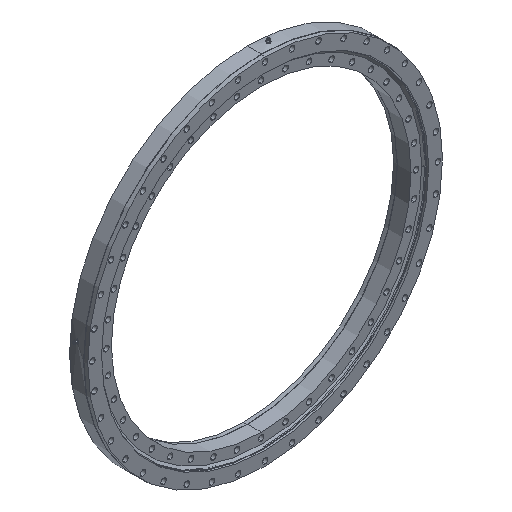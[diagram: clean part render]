
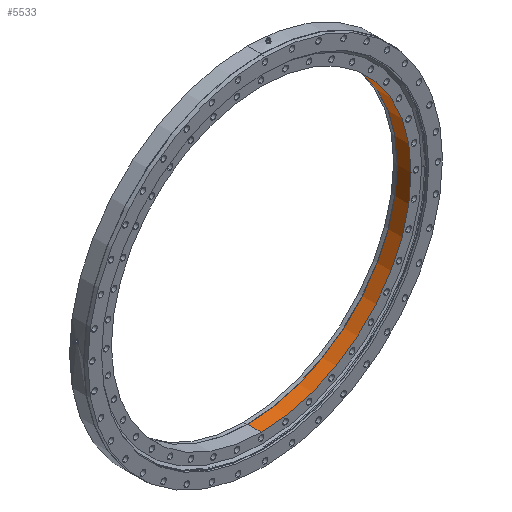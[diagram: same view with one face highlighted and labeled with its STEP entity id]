
A CAD part, isometric view. The second image highlights one B-rep face of the part: STEP entity #5533.
In plain terms, the highlighted cylindrical face has radius 386 mm (diameter 772 mm), a partial arc.
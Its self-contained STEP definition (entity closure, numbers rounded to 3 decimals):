
#19 = CARTESIAN_POINT ( 'NONE',  ( 0., 18., -386. ) ) ;
#357 = LINE ( 'NONE', #4128, #1815 ) ;
#1123 = DIRECTION ( 'NONE',  ( 0., 1., 0. ) ) ;
#1180 = LINE ( 'NONE', #7168, #2525 ) ;
#1805 = DIRECTION ( 'NONE',  ( 0., -1., 0. ) ) ;
#1815 = VECTOR ( 'NONE', #7248, 1000. ) ;
#1969 = VERTEX_POINT ( 'NONE', #19 ) ;
#2128 = CARTESIAN_POINT ( 'NONE',  ( 0., -18., 386. ) ) ;
#2444 = EDGE_LOOP ( 'NONE', ( #7591, #2994, #5558, #7945 ) ) ;
#2453 = EDGE_CURVE ( 'NONE', #1969, #4990, #7645, .T. ) ;
#2525 = VECTOR ( 'NONE', #1123, 1000. ) ;
#2994 = ORIENTED_EDGE ( 'NONE', *, *, #10125, .F. ) ;
#3304 = CARTESIAN_POINT ( 'NONE',  ( 0., 31.029, 0. ) ) ;
#3475 = CARTESIAN_POINT ( 'NONE',  ( 0., 18., 386. ) ) ;
#3546 = CIRCLE ( 'NONE', #4728, 386. ) ;
#3725 = EDGE_CURVE ( 'NONE', #10584, #1969, #357, .T. ) ;
#4128 = CARTESIAN_POINT ( 'NONE',  ( 0., 31.029, -386. ) ) ;
#4728 = AXIS2_PLACEMENT_3D ( 'NONE', #8929, #4843, #9775 ) ;
#4843 = DIRECTION ( 'NONE',  ( 0., 1., 0. ) ) ;
#4880 = FACE_OUTER_BOUND ( 'NONE', #2444, .T. ) ;
#4990 = VERTEX_POINT ( 'NONE', #3475 ) ;
#5257 = CARTESIAN_POINT ( 'NONE',  ( 0., -18., -386. ) ) ;
#5533 = ADVANCED_FACE ( 'NONE', ( #4880 ), #8597, .F. ) ;
#5558 = ORIENTED_EDGE ( 'NONE', *, *, #7805, .T. ) ;
#6748 = DIRECTION ( 'NONE',  ( 0., 0., 1. ) ) ;
#6866 = DIRECTION ( 'NONE',  ( 0., 0., 1. ) ) ;
#6900 = VERTEX_POINT ( 'NONE', #2128 ) ;
#7168 = CARTESIAN_POINT ( 'NONE',  ( 0., 31.029, 386. ) ) ;
#7248 = DIRECTION ( 'NONE',  ( 0., 1., 0. ) ) ;
#7255 = DIRECTION ( 'NONE',  ( 0., 1., 0. ) ) ;
#7566 = CARTESIAN_POINT ( 'NONE',  ( 0., 18., 0. ) ) ;
#7591 = ORIENTED_EDGE ( 'NONE', *, *, #3725, .F. ) ;
#7645 = CIRCLE ( 'NONE', #8915, 386. ) ;
#7805 = EDGE_CURVE ( 'NONE', #6900, #4990, #1180, .T. ) ;
#7945 = ORIENTED_EDGE ( 'NONE', *, *, #2453, .F. ) ;
#8597 = CYLINDRICAL_SURFACE ( 'NONE', #9295, 386. ) ;
#8915 = AXIS2_PLACEMENT_3D ( 'NONE', #7566, #1805, #6748 ) ;
#8929 = CARTESIAN_POINT ( 'NONE',  ( 0., -18., 0. ) ) ;
#9295 = AXIS2_PLACEMENT_3D ( 'NONE', #3304, #7255, #6866 ) ;
#9775 = DIRECTION ( 'NONE',  ( 0., 0., 1. ) ) ;
#10125 = EDGE_CURVE ( 'NONE', #6900, #10584, #3546, .T. ) ;
#10584 = VERTEX_POINT ( 'NONE', #5257 ) ;
